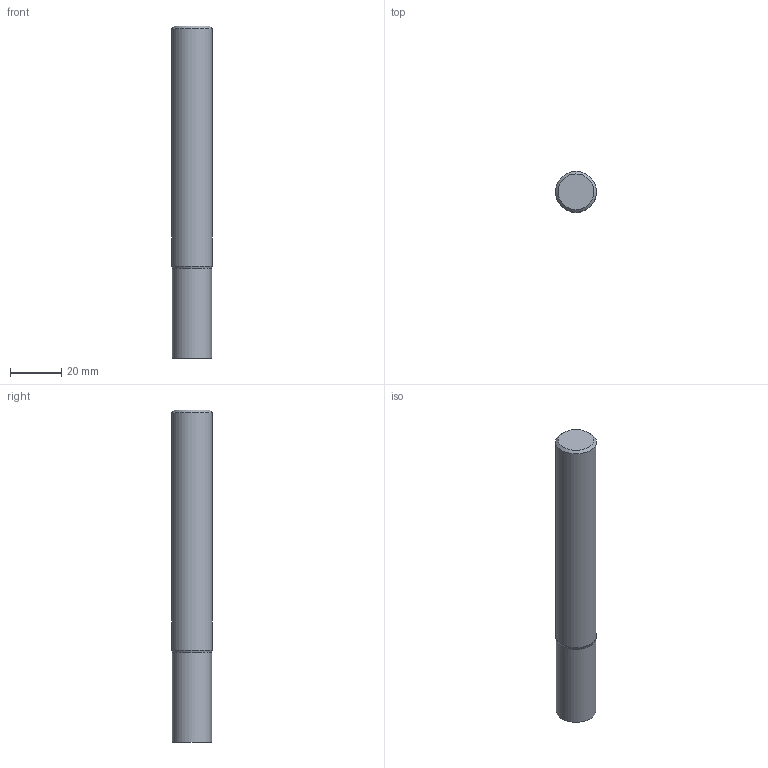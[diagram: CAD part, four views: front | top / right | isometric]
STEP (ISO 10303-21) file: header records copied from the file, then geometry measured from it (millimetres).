
FILE_DESCRIPTION(/* description */ (''),/* implementation_level */ '2;1');
FILE_NAME(/* name */ 'XE16160E2-130-00.0DM_Basic.stp',/* time_stamp */ '2022-07-29T16:54:18+05:00',/* author */ (''),/* organization */ (''),/* preprocessor_version */ 'ST-DEVELOPER v16.7',/* originating_system */ 'SIEMENS PLM Software NX 12.0',/* authorisation */ '');
FILE_SCHEMA (('AUTOMOTIVE_DESIGN { 1 0 10303 214 3 1 1 1 }'));
Length unit declared in the file: millimetre
Products named in the file (1): inpu3A78D1EFrhik
Bounding box: 15.99 x 15.99 x 130 mm (x, y, z)
Volume: 24361.8 mm3; surface area: 7310.8 mm2
Topology: 1 solids, 1 shells, 20 faces, 39 edges, 24 vertices
Faces by surface type: torus 7, cone 7, cylinder 4, plane 2
Full cylindrical faces by diameter (mm): 7.05 x1, 11.486 x1, 15.4 x1, 15.995 x1
Entity records: 475 total; most frequent: DIRECTION 86, CARTESIAN_POINT 66, AXIS2_PLACEMENT_3D 43, FACE_BOUND 38, EDGE_LOOP 38, ORIENTED_EDGE 38, ADVANCED_FACE 20, VERTEX_POINT 20
